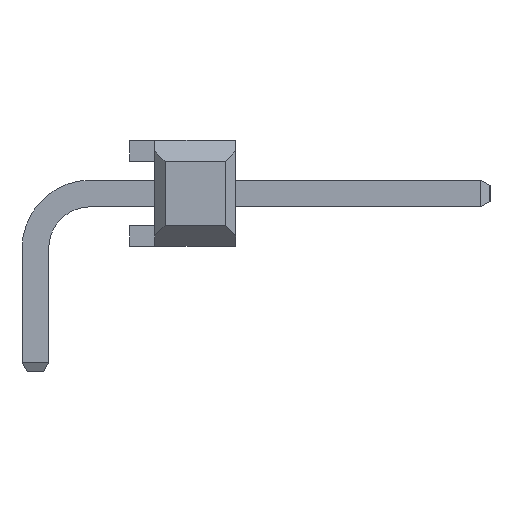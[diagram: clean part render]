
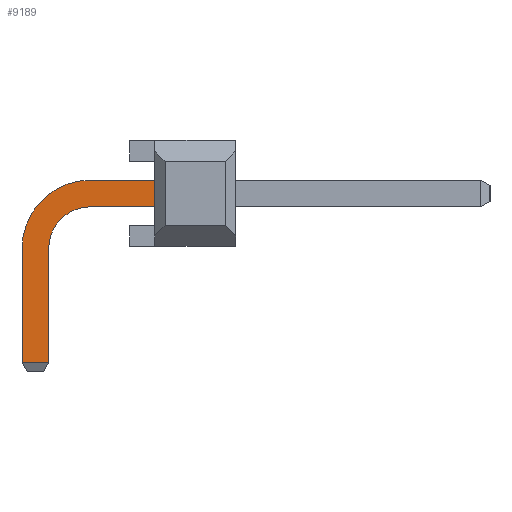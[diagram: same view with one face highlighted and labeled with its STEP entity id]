
A CAD part, left-side view. The second image highlights one B-rep face of the part: STEP entity #9189.
In plain terms, the highlighted planar face has unit normal (-1, 0, 0).
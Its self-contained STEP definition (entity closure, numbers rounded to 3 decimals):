
#81=FACE_OUTER_BOUND('',#609,.T.);
#609=EDGE_LOOP('',(#5833,#5834,#5835,#5836,#5837,#5838,#5839,#5840));
#1159=CIRCLE('',#9746,1.64);
#1160=CIRCLE('',#9747,1.);
#1212=LINE('',#12745,#2460);
#1216=LINE('',#12752,#2464);
#1221=LINE('',#12763,#2469);
#1222=LINE('',#12767,#2470);
#1223=LINE('',#12769,#2471);
#1224=LINE('',#12771,#2472);
#2460=VECTOR('',#10335,9.363);
#2464=VECTOR('',#10341,9.363);
#2469=VECTOR('',#10350,10.);
#2470=VECTOR('',#10353,2.733);
#2471=VECTOR('',#10354,0.64);
#2472=VECTOR('',#10355,2.733);
#3709=VERTEX_POINT('',#12742);
#3710=VERTEX_POINT('',#12744);
#3711=VERTEX_POINT('',#12748);
#3712=VERTEX_POINT('',#12750);
#3717=VERTEX_POINT('',#12764);
#3718=VERTEX_POINT('',#12766);
#3719=VERTEX_POINT('',#12768);
#3720=VERTEX_POINT('',#12770);
#4526=EDGE_CURVE('',#3709,#3710,#1212,.T.);
#4530=EDGE_CURVE('',#3711,#3712,#1216,.T.);
#4535=EDGE_CURVE('',#3711,#3709,#1221,.T.);
#4536=EDGE_CURVE('',#3712,#3717,#1159,.T.);
#4537=EDGE_CURVE('',#3717,#3718,#1222,.T.);
#4538=EDGE_CURVE('',#3719,#3718,#1223,.T.);
#4539=EDGE_CURVE('',#3720,#3719,#1224,.T.);
#4540=EDGE_CURVE('',#3710,#3720,#1160,.T.);
#5833=ORIENTED_EDGE('',*,*,#4535,.F.);
#5834=ORIENTED_EDGE('',*,*,#4530,.T.);
#5835=ORIENTED_EDGE('',*,*,#4536,.T.);
#5836=ORIENTED_EDGE('',*,*,#4537,.T.);
#5837=ORIENTED_EDGE('',*,*,#4538,.F.);
#5838=ORIENTED_EDGE('',*,*,#4539,.F.);
#5839=ORIENTED_EDGE('',*,*,#4540,.F.);
#5840=ORIENTED_EDGE('',*,*,#4526,.F.);
#8409=PLANE('',#9745);
#9189=ADVANCED_FACE('',(#81),#8409,.T.);
#9745=AXIS2_PLACEMENT_3D('',#12762,#10348,#10349);
#9746=AXIS2_PLACEMENT_3D('',#12765,#10351,#10352);
#9747=AXIS2_PLACEMENT_3D('',#12772,#10356,#10357);
#10335=DIRECTION('',(0.,-1.,0.));
#10341=DIRECTION('',(0.,-1.,0.));
#10348=DIRECTION('center_axis',(-1.,0.,0.));
#10349=DIRECTION('ref_axis',(0.,0.,-1.));
#10350=DIRECTION('',(0.,0.,1.));
#10351=DIRECTION('center_axis',(-1.,0.,0.));
#10352=DIRECTION('ref_axis',(0.,0.,-1.));
#10353=DIRECTION('',(0.,0.,1.));
#10354=DIRECTION('',(0.,-1.,0.));
#10355=DIRECTION('',(0.,0.,1.));
#10356=DIRECTION('center_axis',(-1.,0.,0.));
#10357=DIRECTION('ref_axis',(0.,0.,-1.));
#12742=CARTESIAN_POINT('',(2.22,-1.94,0.32));
#12744=CARTESIAN_POINT('',(2.22,-3.48,0.32));
#12745=CARTESIAN_POINT('',(2.22,5.883,0.32));
#12748=CARTESIAN_POINT('',(2.22,-1.94,-0.32));
#12750=CARTESIAN_POINT('',(2.22,-3.48,-0.32));
#12752=CARTESIAN_POINT('',(2.22,5.883,-0.32));
#12762=CARTESIAN_POINT('Origin',(2.22,6.1,0.32));
#12763=CARTESIAN_POINT('',(2.22,-1.94,0.16));
#12764=CARTESIAN_POINT('',(2.22,-5.12,1.32));
#12765=CARTESIAN_POINT('Origin',(2.22,-3.48,1.32));
#12766=CARTESIAN_POINT('',(2.22,-5.12,4.053));
#12767=CARTESIAN_POINT('',(2.22,-5.12,1.32));
#12768=CARTESIAN_POINT('',(2.22,-4.48,4.053));
#12769=CARTESIAN_POINT('',(2.22,-4.48,4.053));
#12770=CARTESIAN_POINT('',(2.22,-4.48,1.32));
#12771=CARTESIAN_POINT('',(2.22,-4.48,1.32));
#12772=CARTESIAN_POINT('Origin',(2.22,-3.48,1.32));
